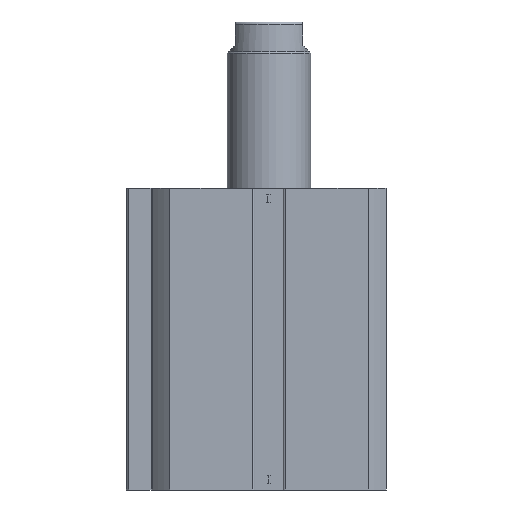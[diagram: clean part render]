
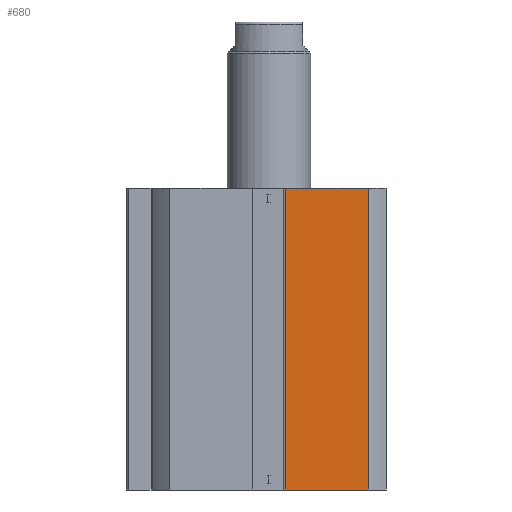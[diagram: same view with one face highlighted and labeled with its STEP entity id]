
A CAD part, left-side view. The second image highlights one B-rep face of the part: STEP entity #680.
In plain terms, the highlighted planar face has unit normal (-1, 0, 0).
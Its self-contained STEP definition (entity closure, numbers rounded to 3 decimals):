
#240 = DIRECTION ( 'NONE',  ( 0., 0., -1. ) ) ;
#242 = DIRECTION ( 'NONE',  ( 1., 0., 0. ) ) ;
#250 = CARTESIAN_POINT ( 'NONE',  ( -22.5, -22.5, 58. ) ) ;
#254 = PLANE ( 'NONE',  #3930 ) ;
#680 = ADVANCED_FACE ( 'NONE', ( #3369 ), #254, .F. ) ;
#1260 = VERTEX_POINT ( 'NONE', #5138 ) ;
#1287 = VERTEX_POINT ( 'NONE', #5153 ) ;
#1455 = VERTEX_POINT ( 'NONE', #5305 ) ;
#1542 = VERTEX_POINT ( 'NONE', #5329 ) ;
#2008 = EDGE_CURVE ( 'NONE', #1260, #1287, #4259, .T. ) ;
#2380 = ORIENTED_EDGE ( 'NONE', *, *, #3443, .T. ) ;
#2382 = ORIENTED_EDGE ( 'NONE', *, *, #3485, .T. ) ;
#2383 = ORIENTED_EDGE ( 'NONE', *, *, #2008, .F. ) ;
#2384 = ORIENTED_EDGE ( 'NONE', *, *, #3487, .F. ) ;
#2862 = EDGE_LOOP ( 'NONE', ( #2384, #2383, #2382, #2380 ) ) ;
#3369 = FACE_OUTER_BOUND ( 'NONE', #2862, .T. ) ;
#3443 = EDGE_CURVE ( 'NONE', #1542, #1455, #4619, .T. ) ;
#3485 = EDGE_CURVE ( 'NONE', #1260, #1542, #4690, .T. ) ;
#3487 = EDGE_CURVE ( 'NONE', #1287, #1455, #4694, .T. ) ;
#3930 = AXIS2_PLACEMENT_3D ( 'NONE', #250, #242, #240 ) ;
#4256 = VECTOR ( 'NONE', #5361, 1000. ) ;
#4259 = LINE ( 'NONE', #5355, #4256 ) ;
#4612 = VECTOR ( 'NONE', #5986, 1000. ) ;
#4619 = LINE ( 'NONE', #5985, #4612 ) ;
#4690 = LINE ( 'NONE', #6090, #4692 ) ;
#4691 = VECTOR ( 'NONE', #6096, 1000. ) ;
#4692 = VECTOR ( 'NONE', #6091, 1000. ) ;
#4694 = LINE ( 'NONE', #6095, #4691 ) ;
#5138 = CARTESIAN_POINT ( 'NONE',  ( -22.5, -3.2, 58. ) ) ;
#5153 = CARTESIAN_POINT ( 'NONE',  ( -22.5, -19.079, 58. ) ) ;
#5305 = CARTESIAN_POINT ( 'NONE',  ( -22.5, -19.079, 0. ) ) ;
#5329 = CARTESIAN_POINT ( 'NONE',  ( -22.5, -3.2, 0. ) ) ;
#5355 = CARTESIAN_POINT ( 'NONE',  ( -22.5, -22.5, 58. ) ) ;
#5361 = DIRECTION ( 'NONE',  ( 0., -1., 0. ) ) ;
#5985 = CARTESIAN_POINT ( 'NONE',  ( -22.5, -22.5, 0. ) ) ;
#5986 = DIRECTION ( 'NONE',  ( 0., -1., 0. ) ) ;
#6090 = CARTESIAN_POINT ( 'NONE',  ( -22.5, -3.2, 58. ) ) ;
#6091 = DIRECTION ( 'NONE',  ( 0., 0., -1. ) ) ;
#6095 = CARTESIAN_POINT ( 'NONE',  ( -22.5, -19.079, 0. ) ) ;
#6096 = DIRECTION ( 'NONE',  ( 0., 0., -1. ) ) ;
